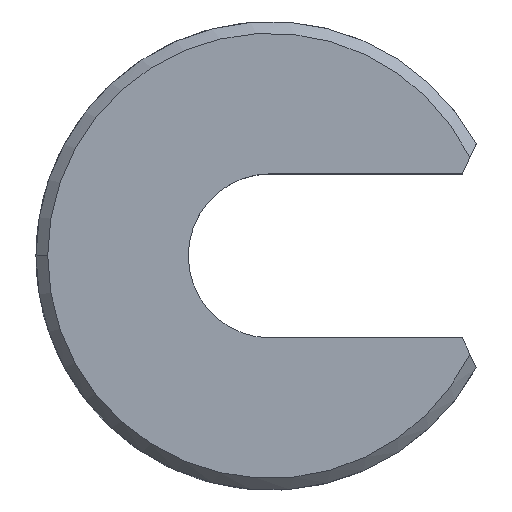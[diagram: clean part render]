
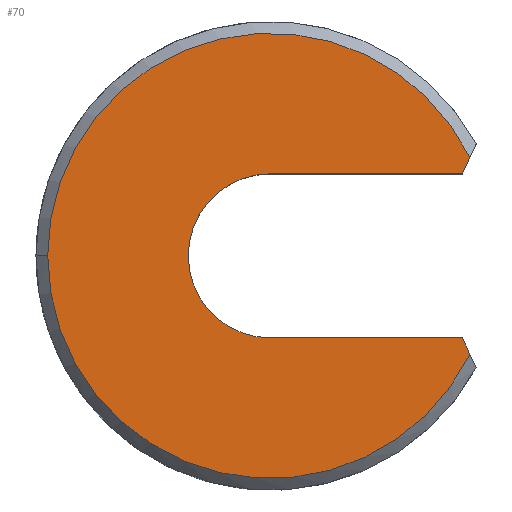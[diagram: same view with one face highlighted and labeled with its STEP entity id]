
A CAD part, top view. The second image highlights one B-rep face of the part: STEP entity #70.
In plain terms, the highlighted planar face has unit normal (0, 0, 1).
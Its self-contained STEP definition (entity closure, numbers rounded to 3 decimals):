
#13 = ORIENTED_EDGE ( 'NONE', *, *, #75, .T. ) ;
#14 = EDGE_CURVE ( 'NONE', #66, #76, #154, .T. ) ;
#15 = ORIENTED_EDGE ( 'NONE', *, *, #14, .F. ) ;
#16 = EDGE_CURVE ( 'NONE', #22, #66, #125, .T. ) ;
#17 = ORIENTED_EDGE ( 'NONE', *, *, #16, .F. ) ;
#21 = VERTEX_POINT ( 'NONE', #193 ) ;
#22 = VERTEX_POINT ( 'NONE', #190 ) ;
#24 = EDGE_CURVE ( 'NONE', #21, #22, #182, .T. ) ;
#25 = VERTEX_POINT ( 'NONE', #162 ) ;
#53 = EDGE_LOOP ( 'NONE', ( #72, #71, #118, #117, #13, #15, #17 ) ) ;
#66 = VERTEX_POINT ( 'NONE', #265 ) ;
#70 = ADVANCED_FACE ( 'NONE', ( #266 ), #305, .T. ) ;
#71 = ORIENTED_EDGE ( 'NONE', *, *, #73, .T. ) ;
#72 = ORIENTED_EDGE ( 'NONE', *, *, #24, .F. ) ;
#73 = EDGE_CURVE ( 'NONE', #21, #116, #246, .T. ) ;
#74 = EDGE_CURVE ( 'NONE', #116, #78, #247, .T. ) ;
#75 = EDGE_CURVE ( 'NONE', #25, #76, #251, .T. ) ;
#76 = VERTEX_POINT ( 'NONE', #240 ) ;
#77 = EDGE_CURVE ( 'NONE', #78, #25, #232, .T. ) ;
#78 = VERTEX_POINT ( 'NONE', #241 ) ;
#116 = VERTEX_POINT ( 'NONE', #209 ) ;
#117 = ORIENTED_EDGE ( 'NONE', *, *, #77, .T. ) ;
#118 = ORIENTED_EDGE ( 'NONE', *, *, #74, .T. ) ;
#122 = DIRECTION ( 'NONE',  ( 1., 0., 0. ) ) ;
#123 = DIRECTION ( 'NONE',  ( 0., 0., 1. ) ) ;
#124 = CARTESIAN_POINT ( 'NONE',  ( 0., 0., 0. ) ) ;
#125 = CIRCLE ( 'NONE', #139, 3.5 ) ;
#129 = DIRECTION ( 'NONE',  ( 1., 0., 0. ) ) ;
#130 = VECTOR ( 'NONE', #129, 1000. ) ;
#131 = CARTESIAN_POINT ( 'NONE',  ( 10., -3.5, 0. ) ) ;
#139 = AXIS2_PLACEMENT_3D ( 'NONE', #124, #123, #122 ) ;
#154 = LINE ( 'NONE', #131, #130 ) ;
#162 = CARTESIAN_POINT ( 'NONE',  ( 8.521, -4.2, 0. ) ) ;
#179 = DIRECTION ( 'NONE',  ( -1., 0., 0. ) ) ;
#180 = VECTOR ( 'NONE', #179, 1000. ) ;
#181 = CARTESIAN_POINT ( 'NONE',  ( 0., 3.5, 0. ) ) ;
#182 = LINE ( 'NONE', #181, #180 ) ;
#190 = CARTESIAN_POINT ( 'NONE',  ( 0., 3.5, 0. ) ) ;
#193 = CARTESIAN_POINT ( 'NONE',  ( 8.202, 3.5, 0. ) ) ;
#209 = CARTESIAN_POINT ( 'NONE',  ( 8.521, 4.2, 0. ) ) ;
#226 = DIRECTION ( 'NONE',  ( 1., 0., 0. ) ) ;
#227 = DIRECTION ( 'NONE',  ( 0., 0., 1. ) ) ;
#228 = CARTESIAN_POINT ( 'NONE',  ( 0., 0., 0. ) ) ;
#229 = AXIS2_PLACEMENT_3D ( 'NONE', #228, #227, #226 ) ;
#232 = CIRCLE ( 'NONE', #229, 9.5 ) ;
#234 = DIRECTION ( 'NONE',  ( -0.415, 0.91, 0. ) ) ;
#235 = VECTOR ( 'NONE', #234, 1000. ) ;
#236 = CARTESIAN_POINT ( 'NONE',  ( 5.469, 2.494, 0. ) ) ;
#238 = DIRECTION ( 'NONE',  ( 1., 0., 0. ) ) ;
#239 = DIRECTION ( 'NONE',  ( 0., 0., 1. ) ) ;
#240 = CARTESIAN_POINT ( 'NONE',  ( 8.202, -3.5, 0. ) ) ;
#241 = CARTESIAN_POINT ( 'NONE',  ( -9.5, 0., 0. ) ) ;
#243 = DIRECTION ( 'NONE',  ( 0.415, 0.91, 0. ) ) ;
#244 = VECTOR ( 'NONE', #243, 1000. ) ;
#245 = CARTESIAN_POINT ( 'NONE',  ( 5.469, -2.494, 0. ) ) ;
#246 = LINE ( 'NONE', #245, #244 ) ;
#247 = CIRCLE ( 'NONE', #267, 9.5 ) ;
#248 = DIRECTION ( 'NONE',  ( 1., 0., 0. ) ) ;
#249 = DIRECTION ( 'NONE',  ( 0., 0., 1. ) ) ;
#250 = CARTESIAN_POINT ( 'NONE',  ( 0., 0., 0. ) ) ;
#251 = LINE ( 'NONE', #236, #235 ) ;
#256 = AXIS2_PLACEMENT_3D ( 'NONE', #250, #249, #248 ) ;
#257 = CARTESIAN_POINT ( 'NONE',  ( 0., 0., 0. ) ) ;
#265 = CARTESIAN_POINT ( 'NONE',  ( 0., -3.5, 0. ) ) ;
#266 = FACE_OUTER_BOUND ( 'NONE', #53, .T. ) ;
#267 = AXIS2_PLACEMENT_3D ( 'NONE', #257, #239, #238 ) ;
#305 = PLANE ( 'NONE',  #256 ) ;
